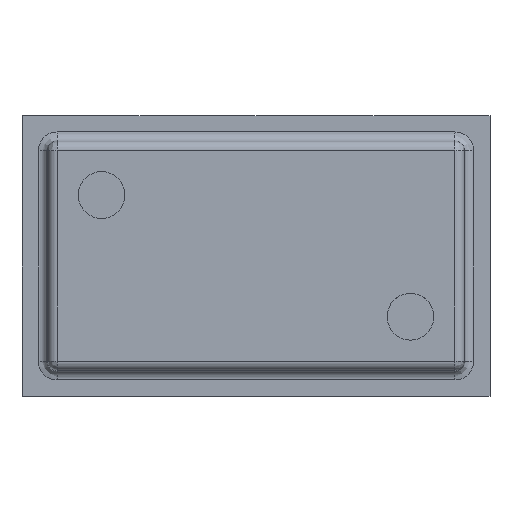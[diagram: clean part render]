
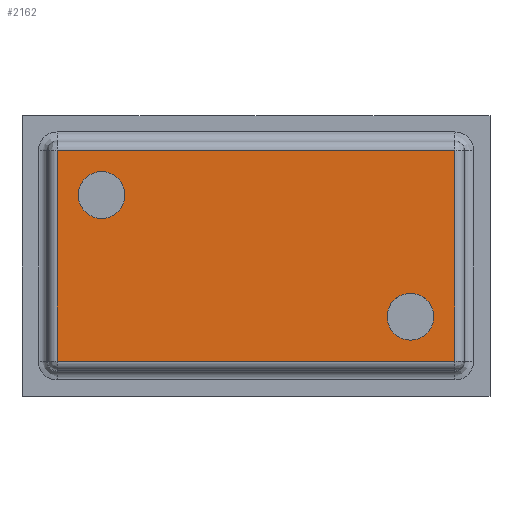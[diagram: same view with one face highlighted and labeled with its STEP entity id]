
A CAD part, top view. The second image highlights one B-rep face of the part: STEP entity #2162.
In plain terms, the highlighted planar face has unit normal (0, 0, 1).
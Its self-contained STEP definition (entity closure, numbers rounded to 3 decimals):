
#15 = DIRECTION ( 'NONE',  ( 0., 0., -1. ) ) ;
#48 = CARTESIAN_POINT ( 'NONE',  ( -2.494, -0.229, 1. ) ) ;
#55 = DIRECTION ( 'NONE',  ( 0., 0., -1. ) ) ;
#87 = DIRECTION ( 'NONE',  ( -1., 0., 0. ) ) ;
#115 = DIRECTION ( 'NONE',  ( 0., 0., -1. ) ) ;
#146 = VECTOR ( 'NONE', #2700, 1000. ) ;
#173 = CARTESIAN_POINT ( 'NONE',  ( -1.769, 1.546, 1. ) ) ;
#234 = VECTOR ( 'NONE', #1243, 1000. ) ;
#250 = DIRECTION ( 'NONE',  ( 0., 0., 1. ) ) ;
#342 = LINE ( 'NONE', #1138, #1611 ) ;
#381 = FACE_BOUND ( 'NONE', #961, .T. ) ;
#485 = AXIS2_PLACEMENT_3D ( 'NONE', #670, #2434, #898 ) ;
#505 = EDGE_CURVE ( 'NONE', #2281, #1004, #869, .T. ) ;
#522 = VERTEX_POINT ( 'NONE', #1228 ) ;
#605 = ORIENTED_EDGE ( 'NONE', *, *, #2890, .F. ) ;
#670 = CARTESIAN_POINT ( 'NONE',  ( -2.019, 1.546, 1. ) ) ;
#713 = ORIENTED_EDGE ( 'NONE', *, *, #2022, .T. ) ;
#869 = LINE ( 'NONE', #1680, #234 ) ;
#890 = CARTESIAN_POINT ( 'NONE',  ( -2.494, 2.021, 1. ) ) ;
#898 = DIRECTION ( 'NONE',  ( -1., 0., 0. ) ) ;
#918 = ORIENTED_EDGE ( 'NONE', *, *, #1844, .T. ) ;
#941 = VERTEX_POINT ( 'NONE', #2699 ) ;
#961 = EDGE_LOOP ( 'NONE', ( #918, #2556 ) ) ;
#1004 = VERTEX_POINT ( 'NONE', #890 ) ;
#1016 = VECTOR ( 'NONE', #87, 1000. ) ;
#1023 = CARTESIAN_POINT ( 'NONE',  ( 0.743, -0.229, 1. ) ) ;
#1096 = VERTEX_POINT ( 'NONE', #1656 ) ;
#1132 = DIRECTION ( 'NONE',  ( 1., 0., 0. ) ) ;
#1138 = CARTESIAN_POINT ( 'NONE',  ( -1.482, 2.021, 1. ) ) ;
#1141 = CIRCLE ( 'NONE', #1746, 0.25 ) ;
#1171 = ORIENTED_EDGE ( 'NONE', *, *, #2362, .F. ) ;
#1228 = CARTESIAN_POINT ( 'NONE',  ( 1.756, -0.229, 1. ) ) ;
#1243 = DIRECTION ( 'NONE',  ( 0., 1., 0. ) ) ;
#1396 = AXIS2_PLACEMENT_3D ( 'NONE', #1718, #250, #1966 ) ;
#1433 = CARTESIAN_POINT ( 'NONE',  ( 1.756, 1.508, 1. ) ) ;
#1453 = CARTESIAN_POINT ( 'NONE',  ( -2.019, 1.546, 1. ) ) ;
#1501 = CARTESIAN_POINT ( 'NONE',  ( 1.281, 0.246, 1. ) ) ;
#1559 = CARTESIAN_POINT ( 'NONE',  ( 1.281, 0.246, 1. ) ) ;
#1582 = CIRCLE ( 'NONE', #485, 0.25 ) ;
#1611 = VECTOR ( 'NONE', #1132, 1000. ) ;
#1620 = EDGE_CURVE ( 'NONE', #1004, #2179, #342, .T. ) ;
#1656 = CARTESIAN_POINT ( 'NONE',  ( 1.031, 0.246, 1. ) ) ;
#1680 = CARTESIAN_POINT ( 'NONE',  ( -2.494, 0.283, 1. ) ) ;
#1685 = VERTEX_POINT ( 'NONE', #173 ) ;
#1692 = CIRCLE ( 'NONE', #2342, 0.25 ) ;
#1705 = PLANE ( 'NONE',  #1396 ) ;
#1711 = DIRECTION ( 'NONE',  ( -1., 0., 0. ) ) ;
#1718 = CARTESIAN_POINT ( 'NONE',  ( -0.369, 0.896, 1. ) ) ;
#1746 = AXIS2_PLACEMENT_3D ( 'NONE', #1501, #55, #1760 ) ;
#1760 = DIRECTION ( 'NONE',  ( -1., 0., 0. ) ) ;
#1815 = EDGE_CURVE ( 'NONE', #1685, #2208, #1582, .T. ) ;
#1820 = DIRECTION ( 'NONE',  ( -1., 0., 0. ) ) ;
#1841 = EDGE_LOOP ( 'NONE', ( #2956, #2046, #1171, #605 ) ) ;
#1844 = EDGE_CURVE ( 'NONE', #2208, #1685, #1692, .T. ) ;
#1867 = EDGE_CURVE ( 'NONE', #1096, #941, #1141, .T. ) ;
#1874 = ORIENTED_EDGE ( 'NONE', *, *, #1867, .T. ) ;
#1966 = DIRECTION ( 'NONE',  ( 1., 0., 0. ) ) ;
#1980 = CARTESIAN_POINT ( 'NONE',  ( 1.756, 2.021, 1. ) ) ;
#2000 = CIRCLE ( 'NONE', #2543, 0.25 ) ;
#2022 = EDGE_CURVE ( 'NONE', #941, #1096, #2000, .T. ) ;
#2046 = ORIENTED_EDGE ( 'NONE', *, *, #505, .F. ) ;
#2162 = ADVANCED_FACE ( 'NONE', ( #2940, #381, #2296 ), #1705, .T. ) ;
#2179 = VERTEX_POINT ( 'NONE', #1980 ) ;
#2208 = VERTEX_POINT ( 'NONE', #3014 ) ;
#2281 = VERTEX_POINT ( 'NONE', #48 ) ;
#2296 = FACE_OUTER_BOUND ( 'NONE', #1841, .T. ) ;
#2342 = AXIS2_PLACEMENT_3D ( 'NONE', #1453, #15, #1711 ) ;
#2362 = EDGE_CURVE ( 'NONE', #522, #2281, #2373, .T. ) ;
#2373 = LINE ( 'NONE', #1023, #1016 ) ;
#2434 = DIRECTION ( 'NONE',  ( 0., 0., -1. ) ) ;
#2543 = AXIS2_PLACEMENT_3D ( 'NONE', #1559, #115, #1820 ) ;
#2556 = ORIENTED_EDGE ( 'NONE', *, *, #1815, .T. ) ;
#2699 = CARTESIAN_POINT ( 'NONE',  ( 1.531, 0.246, 1. ) ) ;
#2700 = DIRECTION ( 'NONE',  ( 0., -1., 0. ) ) ;
#2800 = LINE ( 'NONE', #1433, #146 ) ;
#2852 = EDGE_LOOP ( 'NONE', ( #1874, #713 ) ) ;
#2890 = EDGE_CURVE ( 'NONE', #2179, #522, #2800, .T. ) ;
#2940 = FACE_BOUND ( 'NONE', #2852, .T. ) ;
#2956 = ORIENTED_EDGE ( 'NONE', *, *, #1620, .F. ) ;
#3014 = CARTESIAN_POINT ( 'NONE',  ( -2.269, 1.546, 1. ) ) ;
